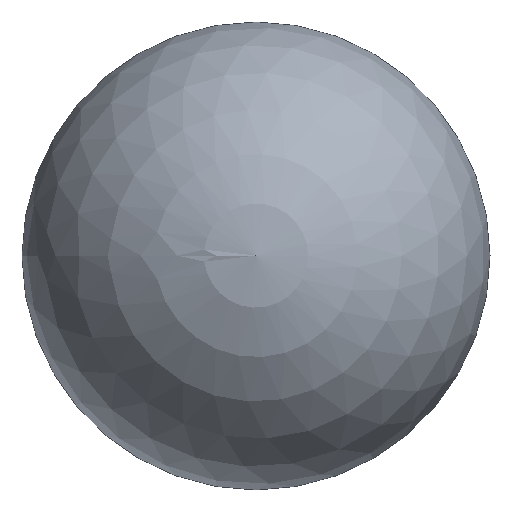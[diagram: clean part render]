
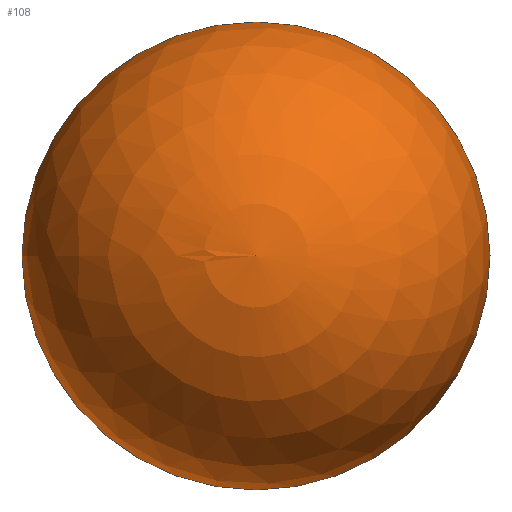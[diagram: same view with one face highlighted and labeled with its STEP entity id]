
A CAD part, top view. The second image highlights one B-rep face of the part: STEP entity #108.
In plain terms, the highlighted spherical face has radius 1.587 mm.
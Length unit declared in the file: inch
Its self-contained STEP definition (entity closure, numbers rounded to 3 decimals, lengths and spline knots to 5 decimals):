
#1 = VERTEX_POINT ( 'NONE', #87 ) ;
#3 = EDGE_LOOP ( 'NONE', ( #89, #91 ) ) ;
#4 = CARTESIAN_POINT ( 'NONE',  ( 0., 0., 0. ) ) ;
#5 = DIRECTION ( 'NONE',  ( 0., 0., -1. ) ) ;
#6 = DIRECTION ( 'NONE',  ( -1., 0., 0. ) ) ;
#20 = CARTESIAN_POINT ( 'NONE',  ( 0., 0., 0. ) ) ;
#21 = DIRECTION ( 'NONE',  ( 0., 0., -1. ) ) ;
#22 = DIRECTION ( 'NONE',  ( -1., 0., 0. ) ) ;
#23 = CARTESIAN_POINT ( 'NONE',  ( 0., 0., 0. ) ) ;
#24 = DIRECTION ( 'NONE',  ( 0., 0., 1. ) ) ;
#25 = DIRECTION ( 'NONE',  ( 1., 0., 0. ) ) ;
#86 = CARTESIAN_POINT ( 'NONE',  ( 0., 0.0625, 0. ) ) ;
#87 = CARTESIAN_POINT ( 'NONE',  ( 0., -0.0625, 0. ) ) ;
#89 = ORIENTED_EDGE ( 'NONE', *, *, #110, .F. ) ;
#91 = ORIENTED_EDGE ( 'NONE', *, *, #111, .T. ) ;
#92 = VERTEX_POINT ( 'NONE', #86 ) ;
#103 = CIRCLE ( 'NONE', #112, 0.0625 ) ;
#105 = CIRCLE ( 'NONE', #125, 0.0625 ) ;
#108 = ADVANCED_FACE ( 'NONE', ( #130 ), #131, .T. ) ;
#110 = EDGE_CURVE ( 'NONE', #92, #1, #105, .T. ) ;
#111 = EDGE_CURVE ( 'NONE', #92, #1, #103, .T. ) ;
#112 = AXIS2_PLACEMENT_3D ( 'NONE', #23, #24, #25 ) ;
#125 = AXIS2_PLACEMENT_3D ( 'NONE', #20, #21, #22 ) ;
#130 = FACE_OUTER_BOUND ( 'NONE', #3, .T. ) ;
#131 = SPHERICAL_SURFACE ( 'NONE', #132, 0.0625 ) ;
#132 = AXIS2_PLACEMENT_3D ( 'NONE', #4, #5, #6 ) ;
